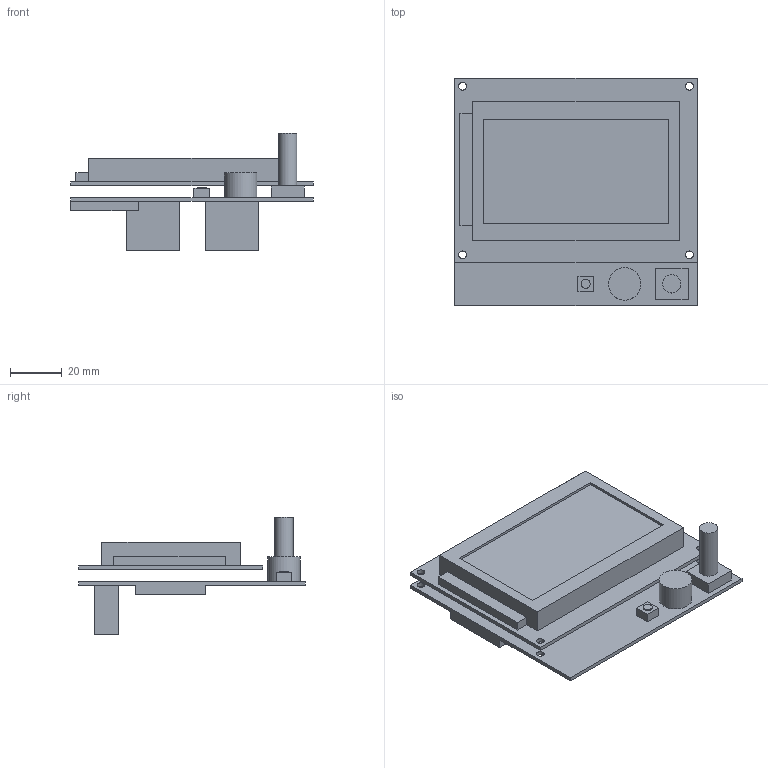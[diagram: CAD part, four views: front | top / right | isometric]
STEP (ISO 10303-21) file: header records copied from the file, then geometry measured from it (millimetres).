
FILE_DESCRIPTION(/* description */ (''),/* implementation_level */ '2;1');
FILE_NAME(/* name */ 'RRD Full Graphic Smart LCD Controller.step',/* time_stamp */ '2014-04-18T00:11:59-04:00',/* author */ ('Shane'),/* organization */ (''),/* preprocessor_version */ 'ST-DEVELOPER v15.2',/* originating_system */ 'Autodesk Inventor 2014',/* authorisation */ '');
FILE_SCHEMA (('AUTOMOTIVE_DESIGN { 1 0 10303 214 3 1 1 }'));
Length unit declared in the file: millimetre
Products named in the file (1): RRD Full Graphic Smart LCD Controller
Bounding box: 93.5 x 87.5 x 45.3 mm (x, y, z)
Volume: 70939.5 mm3; surface area: 37110.3 mm2
Topology: 2 solids, 2 shells, 64 faces, 153 edges, 102 vertices
Faces by surface type: plane 53, cylinder 11
Full cylindrical faces by diameter (mm): 3 x8, 3.5 x1, 7 x1, 12.5 x1
Entity records: 1839 total; most frequent: CARTESIAN_POINT 309, DIRECTION 294, ORIENTED_EDGE 284, EDGE_CURVE 142, LINE 120, VECTOR 120, VERTEX_POINT 102, EDGE_LOOP 100
